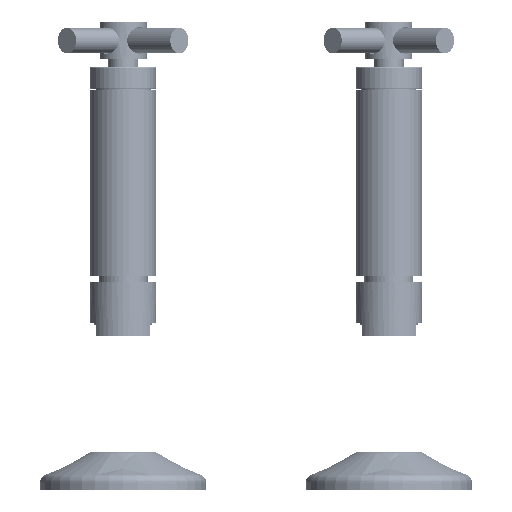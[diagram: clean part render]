
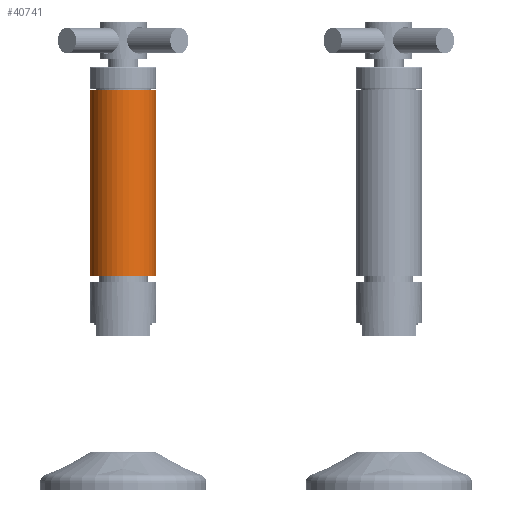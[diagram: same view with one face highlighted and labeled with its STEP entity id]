
A CAD part, front view. The second image highlights one B-rep face of the part: STEP entity #40741.
In plain terms, the highlighted cylindrical face has radius 12.7 mm (diameter 25.4 mm), a partial arc.
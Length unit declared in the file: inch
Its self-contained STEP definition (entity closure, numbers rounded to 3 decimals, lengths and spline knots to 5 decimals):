
#37196=CARTESIAN_POINT('',(0.,0.,-2.05));
#37197=DIRECTION('',(0.,0.,-1.));
#37198=DIRECTION('',(1.,0.,0.));
#37199=AXIS2_PLACEMENT_3D('',#37196,#37197,#37198);
#37216=DIRECTION('',(0.,0.,1.));
#37217=VECTOR('',#37216,0.75);
#37218=CARTESIAN_POINT('',(0.5,0.,0.));
#37219=LINE('',#37218,#37217);
#37220=DIRECTION('',(0.,0.,-1.));
#37221=VECTOR('',#37220,0.75);
#37222=CARTESIAN_POINT('',(-0.5,0.,0.75));
#37223=LINE('',#37222,#37221);
#37248=CARTESIAN_POINT('',(0.,0.,0.75));
#37249=DIRECTION('',(0.,0.,1.));
#37250=DIRECTION('',(-1.,0.,0.));
#37251=AXIS2_PLACEMENT_3D('',#37248,#37249,#37250);
#39859=DIRECTION('',(0.,0.,1.));
#39860=VECTOR('',#39859,2.05);
#39861=CARTESIAN_POINT('',(0.5,0.,-2.05));
#39862=LINE('',#39861,#39860);
#39887=DIRECTION('',(0.,0.,-1.));
#39888=VECTOR('',#39887,2.05);
#39889=CARTESIAN_POINT('',(-0.5,0.,0.));
#39890=LINE('',#39889,#39888);
#40508=CARTESIAN_POINT('',(0.5,0.,-2.05));
#40509=CARTESIAN_POINT('',(-0.5,0.,-2.05));
#40510=VERTEX_POINT('',#40508);
#40511=VERTEX_POINT('',#40509);
#40516=CARTESIAN_POINT('',(0.5,0.,0.));
#40517=CARTESIAN_POINT('',(0.5,0.,0.75));
#40518=VERTEX_POINT('',#40516);
#40519=VERTEX_POINT('',#40517);
#40520=CARTESIAN_POINT('',(-0.5,0.,0.));
#40521=VERTEX_POINT('',#40520);
#40522=CARTESIAN_POINT('',(-0.5,0.,0.75));
#40523=VERTEX_POINT('',#40522);
#40723=CARTESIAN_POINT('',(0.,0.,-2.106));
#40724=DIRECTION('',(0.,0.,1.));
#40725=DIRECTION('',(1.,0.,0.));
#40726=AXIS2_PLACEMENT_3D('',#40723,#40724,#40725);
#40727=CYLINDRICAL_SURFACE('',#40726,0.5);
#40729=ORIENTED_EDGE('',*,*,#40728,.F.);
#40731=ORIENTED_EDGE('',*,*,#40730,.F.);
#40732=ORIENTED_EDGE('',*,*,#40710,.T.);
#40734=ORIENTED_EDGE('',*,*,#40733,.F.);
#40736=ORIENTED_EDGE('',*,*,#40735,.F.);
#40738=ORIENTED_EDGE('',*,*,#40737,.T.);
#40739=EDGE_LOOP('',(#40729,#40731,#40732,#40734,#40736,#40738));
#40740=FACE_OUTER_BOUND('',#40739,.F.);
#40741=ADVANCED_FACE('',(#40740),#40727,.T.);
#37200=CIRCLE('',#37199,0.5);
#37252=CIRCLE('',#37251,0.5);
#40710=EDGE_CURVE('',#40510,#40511,#37200,.T.);
#40728=EDGE_CURVE('',#40518,#40519,#37219,.T.);
#40730=EDGE_CURVE('',#40510,#40518,#39862,.T.);
#40733=EDGE_CURVE('',#40521,#40511,#39890,.T.);
#40735=EDGE_CURVE('',#40523,#40521,#37223,.T.);
#40737=EDGE_CURVE('',#40523,#40519,#37252,.T.);
